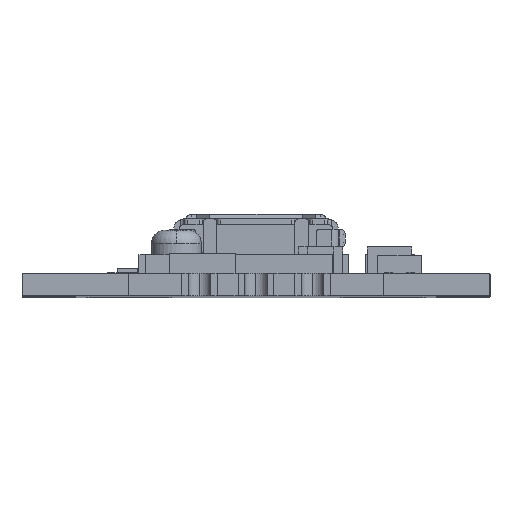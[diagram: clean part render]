
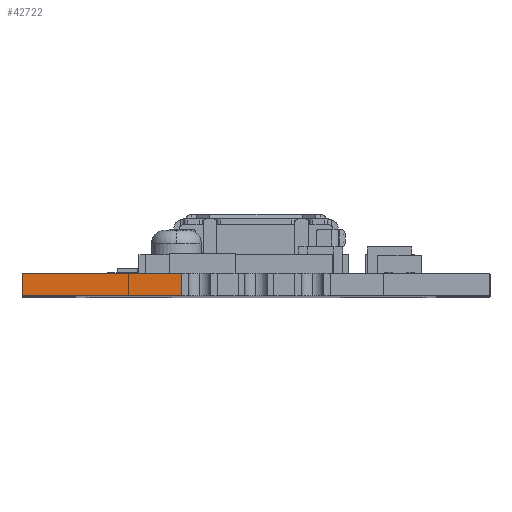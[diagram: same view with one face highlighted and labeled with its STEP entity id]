
A CAD part, top view. The second image highlights one B-rep face of the part: STEP entity #42722.
In plain terms, the highlighted planar face has unit normal (0, 0, 1).
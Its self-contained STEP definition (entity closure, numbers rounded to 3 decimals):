
#248 = LINE ( 'NONE', #8373, #8110 ) ;
#310 = CARTESIAN_POINT ( 'NONE',  ( 0., 0., 25.5 ) ) ;
#2531 = DIRECTION ( 'NONE',  ( 0., -1., 0. ) ) ;
#4318 = EDGE_CURVE ( 'NONE', #15671, #39565, #34838, .T. ) ;
#5310 = CARTESIAN_POINT ( 'NONE',  ( -10.5, 1., 25.5 ) ) ;
#5872 = CARTESIAN_POINT ( 'NONE',  ( -10.5, 0., 25.5 ) ) ;
#7871 = VERTEX_POINT ( 'NONE', #40673 ) ;
#8110 = VECTOR ( 'NONE', #2531, 1000. ) ;
#8373 = CARTESIAN_POINT ( 'NONE',  ( -3.34, 1., 25.5 ) ) ;
#8561 = CARTESIAN_POINT ( 'NONE',  ( -10.5, 1., 25.5 ) ) ;
#10116 = CARTESIAN_POINT ( 'NONE',  ( 0., 1., 25.5 ) ) ;
#10798 = ORIENTED_EDGE ( 'NONE', *, *, #12967, .F. ) ;
#11422 = PLANE ( 'NONE',  #24775 ) ;
#11702 = CARTESIAN_POINT ( 'NONE',  ( 0., 1., 25.5 ) ) ;
#11850 = DIRECTION ( 'NONE',  ( 0., 0., -1. ) ) ;
#12967 = EDGE_CURVE ( 'NONE', #15671, #7871, #17730, .T. ) ;
#14122 = CARTESIAN_POINT ( 'NONE',  ( -3.34, 0., 25.5 ) ) ;
#15671 = VERTEX_POINT ( 'NONE', #5310 ) ;
#17730 = LINE ( 'NONE', #10116, #39483 ) ;
#18010 = ORIENTED_EDGE ( 'NONE', *, *, #40327, .F. ) ;
#20563 = EDGE_CURVE ( 'NONE', #39565, #33144, #32475, .T. ) ;
#22052 = ORIENTED_EDGE ( 'NONE', *, *, #4318, .T. ) ;
#22391 = VECTOR ( 'NONE', #40910, 1000. ) ;
#24775 = AXIS2_PLACEMENT_3D ( 'NONE', #11702, #11850, #25211 ) ;
#25211 = DIRECTION ( 'NONE',  ( -1., 0., 0. ) ) ;
#27284 = VECTOR ( 'NONE', #27750, 1000. ) ;
#27750 = DIRECTION ( 'NONE',  ( 1., 0., 0. ) ) ;
#32475 = LINE ( 'NONE', #310, #27284 ) ;
#33144 = VERTEX_POINT ( 'NONE', #14122 ) ;
#33750 = DIRECTION ( 'NONE',  ( 1., 0., 0. ) ) ;
#34838 = LINE ( 'NONE', #8561, #22391 ) ;
#35357 = ORIENTED_EDGE ( 'NONE', *, *, #20563, .T. ) ;
#39483 = VECTOR ( 'NONE', #33750, 1000. ) ;
#39565 = VERTEX_POINT ( 'NONE', #5872 ) ;
#39975 = FACE_OUTER_BOUND ( 'NONE', #42282, .T. ) ;
#40327 = EDGE_CURVE ( 'NONE', #7871, #33144, #248, .T. ) ;
#40673 = CARTESIAN_POINT ( 'NONE',  ( -3.34, 1., 25.5 ) ) ;
#40910 = DIRECTION ( 'NONE',  ( 0., -1., 0. ) ) ;
#42282 = EDGE_LOOP ( 'NONE', ( #35357, #18010, #10798, #22052 ) ) ;
#42722 = ADVANCED_FACE ( 'NONE', ( #39975 ), #11422, .F. ) ;
